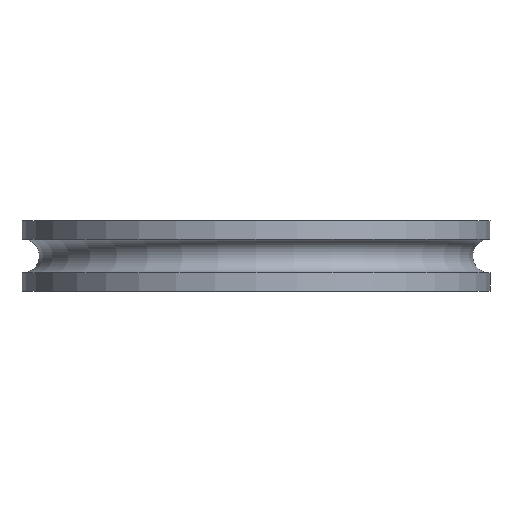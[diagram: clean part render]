
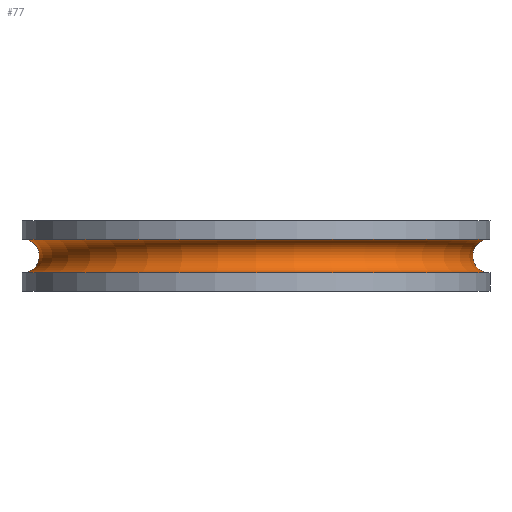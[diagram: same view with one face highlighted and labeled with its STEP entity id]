
A CAD part, front view. The second image highlights one B-rep face of the part: STEP entity #77.
In plain terms, the highlighted toroidal (fillet/blend) face has major radius 25.4 mm and minor radius 1.841 mm.
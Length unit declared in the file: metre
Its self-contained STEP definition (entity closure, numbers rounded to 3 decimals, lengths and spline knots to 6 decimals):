
#77 = ADVANCED_FACE( '', ( #200, #201 ), #202, .F. );
#200 = FACE_OUTER_BOUND( '', #383, .T. );
#201 = FACE_OUTER_BOUND( '', #384, .T. );
#202 = TOROIDAL_SURFACE( '', #385, 0.0254, 0.001842 );
#383 = EDGE_LOOP( '', ( #560 ) );
#384 = EDGE_LOOP( '', ( #561 ) );
#385 = AXIS2_PLACEMENT_3D( '', #562, #563, #564 );
#560 = ORIENTED_EDGE( '', *, *, #1060, .T. );
#561 = ORIENTED_EDGE( '', *, *, #1061, .T. );
#562 = CARTESIAN_POINT( '', ( 0., 0., 0.00381 ) );
#563 = DIRECTION( '', ( 0., 0., 1. ) );
#564 = DIRECTION( '', ( 1., 0., 0. ) );
#1060 = EDGE_CURVE( '', #1257, #1257, #1258, .T. );
#1061 = EDGE_CURVE( '', #1259, #1259, #1260, .T. );
#1257 = VERTEX_POINT( '', #1552 );
#1258 = CIRCLE( '', #1553, 0.025448 );
#1259 = VERTEX_POINT( '', #1554 );
#1260 = CIRCLE( '', #1555, 0.025448 );
#1552 = CARTESIAN_POINT( '', ( 0.025448, 0., 0.001969 ) );
#1553 = AXIS2_PLACEMENT_3D( '', #1924, #1925, #1926 );
#1554 = CARTESIAN_POINT( '', ( -0.025448, 0., 0.005651 ) );
#1555 = AXIS2_PLACEMENT_3D( '', #1927, #1928, #1929 );
#1924 = CARTESIAN_POINT( '', ( 0., 0., 0.001969 ) );
#1925 = DIRECTION( '', ( 0., 0., 1. ) );
#1926 = DIRECTION( '', ( 1., 0., 0. ) );
#1927 = CARTESIAN_POINT( '', ( 0., 0., 0.005651 ) );
#1928 = DIRECTION( '', ( 0., 0., -1. ) );
#1929 = DIRECTION( '', ( -1., 0., 0. ) );
